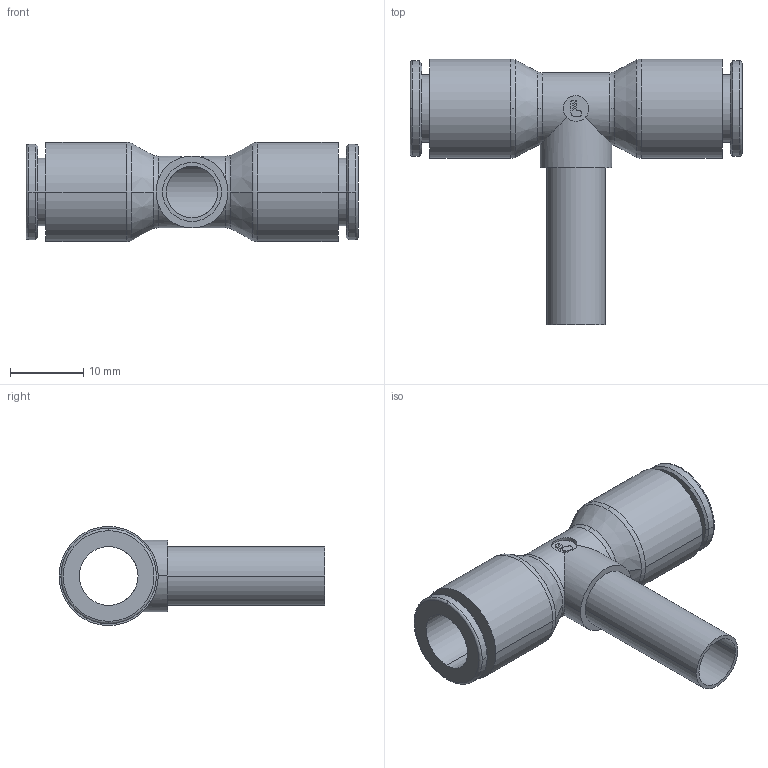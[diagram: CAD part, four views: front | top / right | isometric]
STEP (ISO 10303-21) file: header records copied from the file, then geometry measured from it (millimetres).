
FILE_DESCRIPTION(('STEP AP214'),'1');
FILE_NAME('6388_08_00WP2.stp','2016-07-07T14:17:46',('TraceParts'),('TraceParts S.A.'),'Spatial InterOp 3D',' ',' ');
FILE_SCHEMA(('automotive_design'));
Length unit declared in the file: millimetre
Products named in the file (1): 1
Bounding box: 45.2 x 36.2 x 13.5 mm (x, y, z)
Volume: 3431.4 mm3; surface area: 4490.8 mm2
Topology: 1 solids, 1 shells, 75 faces, 195 edges, 130 vertices
Faces by surface type: cylinder 30, plane 25, torus 12, cone 8
Entity records: 2567 total; most frequent: CARTESIAN_POINT 610, DIRECTION 444, ORIENTED_EDGE 390, EDGE_CURVE 195, AXIS2_PLACEMENT_3D 184, VERTEX_POINT 130, CIRCLE 104, EDGE_LOOP 87
